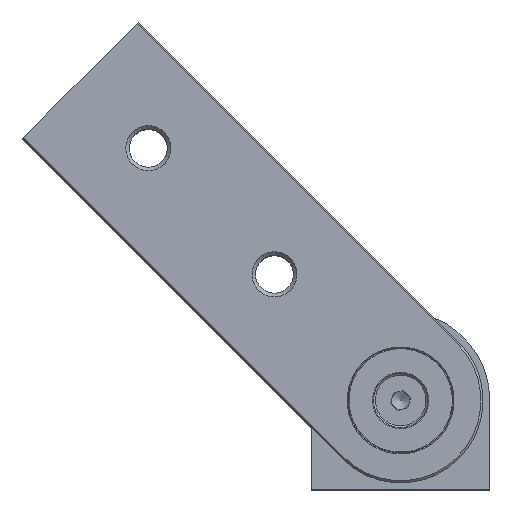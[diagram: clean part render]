
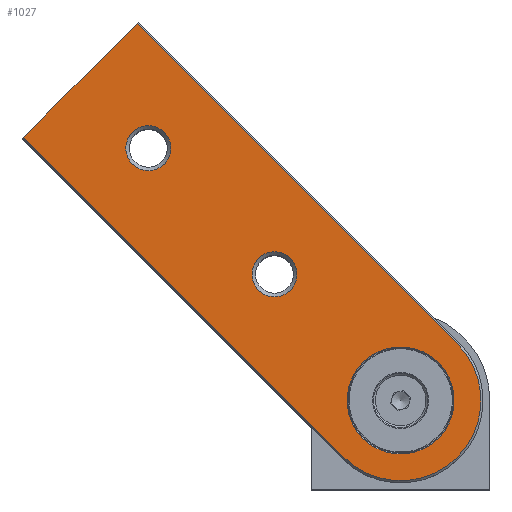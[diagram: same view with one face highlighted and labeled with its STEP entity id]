
A CAD part, top view. The second image highlights one B-rep face of the part: STEP entity #1027.
In plain terms, the highlighted face is planar.
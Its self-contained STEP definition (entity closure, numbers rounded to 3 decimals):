
#1027=ADVANCED_FACE('',(#1412,#1413,#1414,#1415),#1416,.F.);
#1412=FACE_BOUND('',#2276,.T.);
#1413=FACE_BOUND('',#2277,.T.);
#1414=FACE_BOUND('',#2278,.T.);
#1415=FACE_OUTER_BOUND('',#2279,.T.);
#1416=PLANE('',#2280);
#2276=EDGE_LOOP('',(#3139));
#2277=EDGE_LOOP('',(#3140));
#2278=EDGE_LOOP('',(#3141));
#2279=EDGE_LOOP('',(#3142,#3143,#3144,#3145));
#2280=AXIS2_PLACEMENT_3D('',#3146,#3147,#3148);
#3139=ORIENTED_EDGE('',*,*,#5764,.F.);
#3140=ORIENTED_EDGE('',*,*,#5765,.F.);
#3141=ORIENTED_EDGE('',*,*,#5766,.F.);
#3142=ORIENTED_EDGE('',*,*,#5767,.T.);
#3143=ORIENTED_EDGE('',*,*,#5768,.F.);
#3144=ORIENTED_EDGE('',*,*,#5769,.F.);
#3145=ORIENTED_EDGE('',*,*,#5770,.F.);
#3146=CARTESIAN_POINT('',(-26.4,0.,0.));
#3147=DIRECTION('',(1.0,0.0,0.0));
#3148=DIRECTION('',(0.0,0.0,-1.0));
#5764=EDGE_CURVE('',#6542,#6542,#6543,.T.);
#5765=EDGE_CURVE('',#6544,#6544,#6545,.T.);
#5766=EDGE_CURVE('',#6546,#6546,#6547,.F.);
#5767=EDGE_CURVE('',#6548,#6549,#6550,.T.);
#5768=EDGE_CURVE('',#6551,#6549,#6552,.F.);
#5769=EDGE_CURVE('',#6553,#6551,#6554,.T.);
#5770=EDGE_CURVE('',#6548,#6553,#6555,.T.);
#6542=VERTEX_POINT('',#7874);
#6543=CIRCLE('',#7875,5.05);
#6544=VERTEX_POINT('',#7876);
#6545=CIRCLE('',#7877,5.05);
#6546=VERTEX_POINT('',#7878);
#6547=CIRCLE('',#7879,12.0);
#6548=VERTEX_POINT('',#7880);
#6549=VERTEX_POINT('',#7881);
#6550=LINE('',#7882,#7883);
#6551=VERTEX_POINT('',#7884);
#6552=LINE('',#7885,#7886);
#6553=VERTEX_POINT('',#7887);
#6554=CIRCLE('',#7888,18.);
#6555=LINE('',#7889,#7890);
#7874=CARTESIAN_POINT('',(-26.4,0.,85.05));
#7875=AXIS2_PLACEMENT_3D('',#10228,#10229,#10230);
#7876=CARTESIAN_POINT('',(-26.4,0.,45.05));
#7877=AXIS2_PLACEMENT_3D('',#10231,#10232,#10233);
#7878=CARTESIAN_POINT('',(-26.4,0.,-12.0));
#7879=AXIS2_PLACEMENT_3D('',#10234,#10235,#10236);
#7880=CARTESIAN_POINT('',(-26.4,-18.0,101.5));
#7881=CARTESIAN_POINT('',(-26.4,18.,101.5));
#7882=CARTESIAN_POINT('',(-26.4,18.5,101.5));
#7883=VECTOR('',#10237,1.0);
#7884=CARTESIAN_POINT('',(-26.4,18.,0.));
#7885=CARTESIAN_POINT('',(-26.4,18.,0.));
#7886=VECTOR('',#10238,1.0);
#7887=CARTESIAN_POINT('',(-26.4,-18.,0.0));
#7888=AXIS2_PLACEMENT_3D('',#10239,#10240,#10241);
#7889=CARTESIAN_POINT('',(-26.4,-18.0,0.));
#7890=VECTOR('',#10242,1.0);
#10228=CARTESIAN_POINT('',(-26.4,0.,80.0));
#10229=DIRECTION('',(-1.0,0.0,0.0));
#10230=DIRECTION('',(0.0,0.0,1.0));
#10231=CARTESIAN_POINT('',(-26.4,0.,40.0));
#10232=DIRECTION('',(-1.0,0.0,0.0));
#10233=DIRECTION('',(0.0,0.0,1.0));
#10234=CARTESIAN_POINT('',(-26.4,0.,0.));
#10235=DIRECTION('',(1.0,0.0,0.0));
#10236=DIRECTION('',(0.0,0.0,-1.0));
#10237=DIRECTION('',(0.0,1.0,0.));
#10238=DIRECTION('',(0.0,0.0,-1.0));
#10239=CARTESIAN_POINT('',(-26.4,0.,0.));
#10240=DIRECTION('',(1.0,0.0,0.0));
#10241=DIRECTION('',(0.0,0.0,-1.0));
#10242=DIRECTION('',(0.0,0.0,-1.0));
